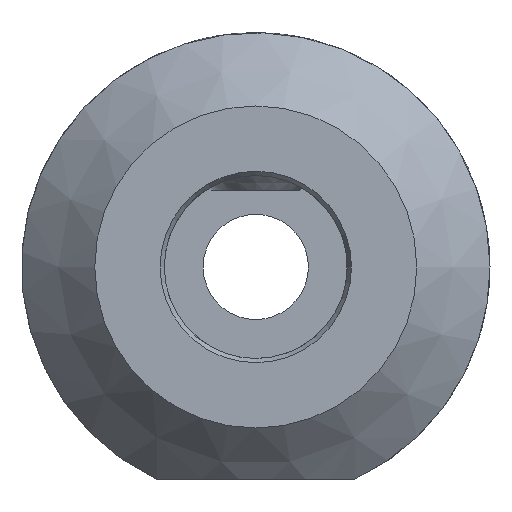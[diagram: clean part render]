
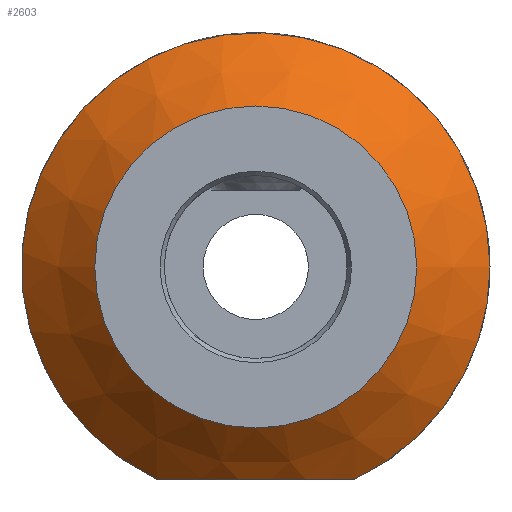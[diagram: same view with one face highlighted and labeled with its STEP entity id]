
A CAD part, left-side view. The second image highlights one B-rep face of the part: STEP entity #2603.
In plain terms, the highlighted conical face has half-angle 45 degrees and reference radius 27 mm.
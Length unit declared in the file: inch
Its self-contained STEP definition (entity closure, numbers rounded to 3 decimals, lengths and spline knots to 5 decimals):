
#89=(
BOUNDED_CURVE()
B_SPLINE_CURVE(2,(#4089,#4090,#4091),.UNSPECIFIED.,.F.,.F.)
B_SPLINE_CURVE_WITH_KNOTS((3,3),(6.27442,12.22693),
 .UNSPECIFIED.)
CURVE()
GEOMETRIC_REPRESENTATION_ITEM()
RATIONAL_B_SPLINE_CURVE((1.811,1.999,1.811))
REPRESENTATION_ITEM('')
);
#222=FACE_OUTER_BOUND('',#372,.T.);
#372=EDGE_LOOP('',(#1835,#1836,#1837,#1838,#1839,#1840));
#657=LINE('',#4095,#772);
#772=VECTOR('',#3211,1.06299);
#875=CIRCLE('',#2807,1.25984);
#876=CIRCLE('',#2808,0.86614);
#877=CIRCLE('',#2809,1.25984);
#1052=VERTEX_POINT('',#4087);
#1053=VERTEX_POINT('',#4088);
#1054=VERTEX_POINT('',#4092);
#1055=VERTEX_POINT('',#4094);
#1351=EDGE_CURVE('',#1052,#1053,#89,.T.);
#1352=EDGE_CURVE('',#1053,#1054,#875,.T.);
#1353=EDGE_CURVE('',#1054,#1055,#657,.T.);
#1354=EDGE_CURVE('',#1055,#1055,#876,.T.);
#1355=EDGE_CURVE('',#1054,#1052,#877,.T.);
#1835=ORIENTED_EDGE('',*,*,#1351,.T.);
#1836=ORIENTED_EDGE('',*,*,#1352,.T.);
#1837=ORIENTED_EDGE('',*,*,#1353,.T.);
#1838=ORIENTED_EDGE('',*,*,#1354,.T.);
#1839=ORIENTED_EDGE('',*,*,#1353,.F.);
#1840=ORIENTED_EDGE('',*,*,#1355,.T.);
#2397=CONICAL_SURFACE('',#2806,1.06299,0.785);
#2603=ADVANCED_FACE('',(#222),#2397,.T.);
#2806=AXIS2_PLACEMENT_3D('',#4086,#3207,#3208);
#2807=AXIS2_PLACEMENT_3D('',#4093,#3209,#3210);
#2808=AXIS2_PLACEMENT_3D('',#4096,#3212,#3213);
#2809=AXIS2_PLACEMENT_3D('',#4097,#3214,#3215);
#3207=DIRECTION('center_axis',(1.,0.,0.));
#3208=DIRECTION('ref_axis',(0.,1.,0.));
#3209=DIRECTION('center_axis',(-1.,0.,0.));
#3210=DIRECTION('ref_axis',(0.,1.,0.));
#3211=DIRECTION('',(-0.707,0.707,0.));
#3212=DIRECTION('center_axis',(1.,0.,0.));
#3213=DIRECTION('ref_axis',(0.,1.,0.));
#3214=DIRECTION('center_axis',(-1.,0.,0.));
#3215=DIRECTION('ref_axis',(0.,1.,0.));
#4086=CARTESIAN_POINT('Origin',(-2.55846,0.07856,0.));
#4087=CARTESIAN_POINT('',(-2.36161,0.61114,-1.14173));
#4088=CARTESIAN_POINT('',(-2.36161,-0.45403,-1.14173));
#4089=CARTESIAN_POINT('Ctrl Pts',(-2.36161,0.61114,-1.14173));
#4090=CARTESIAN_POINT('Ctrl Pts',(-2.58675,0.07856,
-1.14173));
#4091=CARTESIAN_POINT('Ctrl Pts',(-2.36161,-0.45403,
-1.14173));
#4092=CARTESIAN_POINT('',(-2.36161,-1.18129,0.));
#4093=CARTESIAN_POINT('Origin',(-2.36161,0.07856,0.));
#4094=CARTESIAN_POINT('',(-2.75531,-0.78759,0.));
#4095=CARTESIAN_POINT('',(-2.55846,-0.98444,0.));
#4096=CARTESIAN_POINT('Origin',(-2.75531,0.07856,0.));
#4097=CARTESIAN_POINT('Origin',(-2.36161,0.07856,0.));
